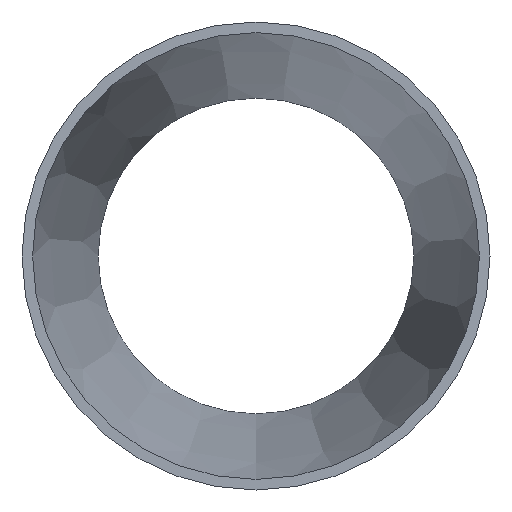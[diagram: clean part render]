
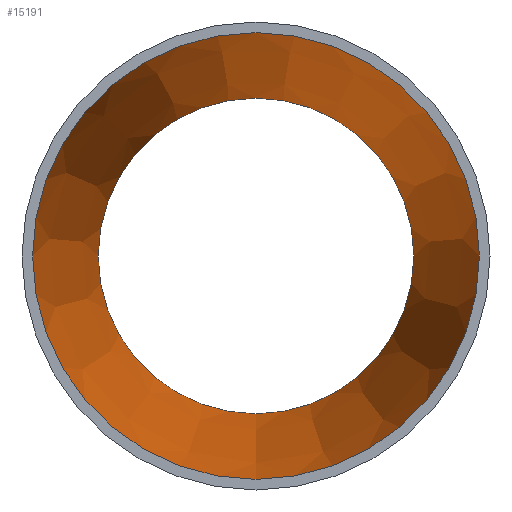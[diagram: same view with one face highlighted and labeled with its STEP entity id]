
A CAD part, front view. The second image highlights one B-rep face of the part: STEP entity #15191.
In plain terms, the highlighted conical face has half-angle 7.876 degrees and reference radius 42.431 mm.
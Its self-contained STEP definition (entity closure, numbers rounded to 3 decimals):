
#2396 = AXIS2_PLACEMENT_3D ( 'NONE', #8325, #17535, #26770 ) ;
#3342 = EDGE_LOOP ( 'NONE', ( #14029 ) ) ;
#5822 = CIRCLE ( 'NONE', #16927, 29.981 ) ;
#7038 = DIRECTION ( 'NONE',  ( 0., 0., -1. ) ) ;
#7909 = CARTESIAN_POINT ( 'NONE',  ( 0., 90., 0. ) ) ;
#8262 = CIRCLE ( 'NONE', #19852, 42.431 ) ;
#8325 = CARTESIAN_POINT ( 'NONE',  ( 0., 0., 0. ) ) ;
#8604 = CARTESIAN_POINT ( 'NONE',  ( 0., 0., -42.431 ) ) ;
#10526 = EDGE_CURVE ( 'NONE', #29329, #29329, #8262, .T. ) ;
#14029 = ORIENTED_EDGE ( 'NONE', *, *, #10526, .T. ) ;
#14296 = ORIENTED_EDGE ( 'NONE', *, *, #28623, .F. ) ;
#14820 = DIRECTION ( 'NONE',  ( 0., -1., 0. ) ) ;
#14879 = DIRECTION ( 'NONE',  ( 0., -1., 0. ) ) ;
#15191 = ADVANCED_FACE ( 'NONE', ( #29508, #29052 ), #15438, .F. ) ;
#15260 = CARTESIAN_POINT ( 'NONE',  ( 0., 0., 0. ) ) ;
#15438 = CONICAL_SURFACE ( 'NONE', #2396, 42.431, 0.137 ) ;
#16927 = AXIS2_PLACEMENT_3D ( 'NONE', #7909, #14879, #7038 ) ;
#17088 = DIRECTION ( 'NONE',  ( 0., 0., -1. ) ) ;
#17535 = DIRECTION ( 'NONE',  ( 0., -1., 0. ) ) ;
#17820 = VERTEX_POINT ( 'NONE', #27056 ) ;
#19719 = EDGE_LOOP ( 'NONE', ( #14296 ) ) ;
#19852 = AXIS2_PLACEMENT_3D ( 'NONE', #15260, #14820, #17088 ) ;
#26770 = DIRECTION ( 'NONE',  ( 0., 0., -1. ) ) ;
#27056 = CARTESIAN_POINT ( 'NONE',  ( 0., 90., -29.981 ) ) ;
#28623 = EDGE_CURVE ( 'NONE', #17820, #17820, #5822, .T. ) ;
#29052 = FACE_OUTER_BOUND ( 'NONE', #3342, .T. ) ;
#29329 = VERTEX_POINT ( 'NONE', #8604 ) ;
#29508 = FACE_BOUND ( 'NONE', #19719, .T. ) ;
